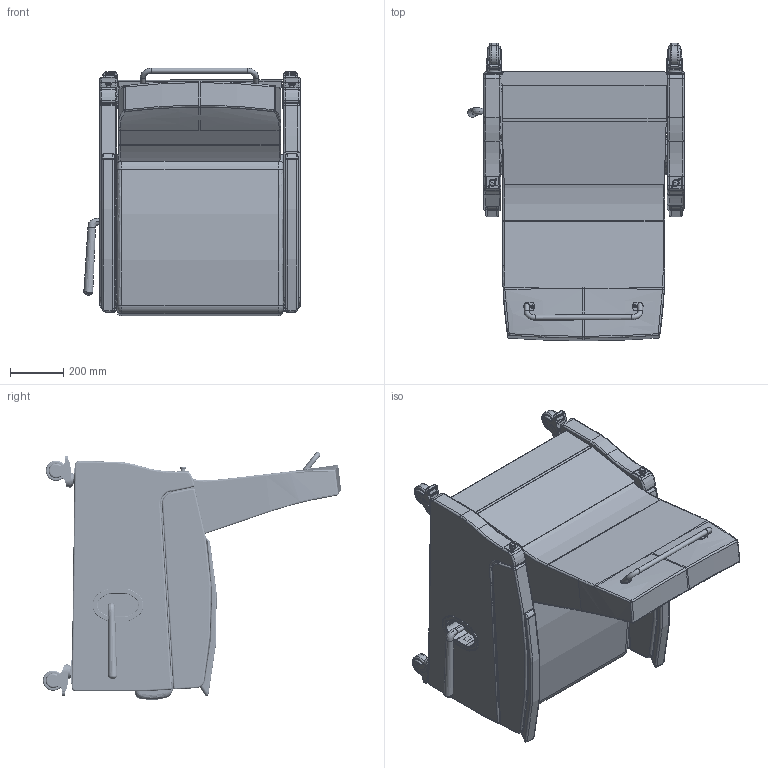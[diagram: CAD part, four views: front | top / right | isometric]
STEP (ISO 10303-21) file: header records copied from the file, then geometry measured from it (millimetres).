
FILE_DESCRIPTION(/* description */ (''),/* implementation_level */ '2;1');
FILE_NAME(/* name */ 'E4062U.stp',/* time_stamp */ '2017-09-15T10:26:55-04:00',/* author */ ('emehringer'),/* organization */ (''),/* preprocessor_version */ 'ST-DEVELOPER v16.5',/* originating_system */ 'Autodesk Inventor 2017',/* authorisation */ '');
FILE_SCHEMA (('AUTOMOTIVE_DESIGN { 1 0 10303 214 3 1 1 }'));
Products named in the file (34): E4062U-W-J (SYMBOL); 4000 UKP; 4000 USEAT; 4000 UKO; EV7070 UBACK FLAP; BEZEL-1; HDL 7000L-1 BLK; 3060L ACARM L; FD800-3 L; EV7070 UBACK; E1062-5 LARM R; FD800-3; EV7000 MAC BLK; HINGE 22 NEW (closed); HINGE 22 NEW; HINGE 22 NEW PIN; PB3; PUSH BAR 17.625; PUSH BAR 17.625_1; PUSH BAR 17.625 right side; 1420X1.5 PSHPB; 7000-2 CON PLT; PLT 1060 LO M; Knob and spring; 6X1 FP DT Z; CAST COL 4inSLB; _NG-03AMP-125-TL-TP01_fork; _TP01_Next Generation Series_0; _NG-03QDP-125-SW-TP01_rivet; _NG-03AMP-125-TL-TP01_wheel_core; _NG-03AMP-125-TL-TP01_wheel_tread; _NG-03AMP-125-TL-TP01_wheel_guard; _NG-03AMP-125-TL-TP01_wheel_tguard; _NG-03AMP-125-TL-TP01_cap
Assembly tree (46 placements, depth 4):
  E4062U-W-J (SYMBOL)
    4000 UKP
    4000 USEAT
    4000 UKO
    EV7070 UBACK FLAP
    BEZEL-1
    HDL 7000L-1 BLK
    3060L ACARM L
    FD800-3 L
    EV7070 UBACK
    E1062-5 LARM R
    FD800-3
    EV7000 MAC BLK  x2
    HINGE 22 NEW (closed)  x2
      HINGE 22 NEW
      HINGE 22 NEW PIN
    PB3
      PUSH BAR 17.625
        PUSH BAR 17.625_1
        PUSH BAR 17.625 right side
      1420X1.5 PSHPB  x2
    7000-2 CON PLT
    PLT 1060 LO M  x2
    Knob and spring  x2
    6X1 FP DT Z  x4
    CAST COL 4inSLB  x4
      _NG-03AMP-125-TL-TP01_fork
      _TP01_Next Generation Series_0
      _NG-03QDP-125-SW-TP01_rivet
      _NG-03AMP-125-TL-TP01_wheel_core
      _NG-03AMP-125-TL-TP01_wheel_tread
      _NG-03AMP-125-TL-TP01_wheel_guard
      _NG-03AMP-125-TL-TP01_wheel_tguard
      _NG-03AMP-125-TL-TP01_cap
Bounding box: 813.2 x 1119.85 x 930.84 mm (x, y, z)
Volume: 177214446.1 mm3; surface area: 6644408.1 mm2
Topology: 67 solids, 297 shells, 2629 faces, 7205 edges, 4879 vertices
Faces by surface type: plane 1049, cylinder 1006, torus 257, cone 136, bspline 124, sphere 57
Full cylindrical faces by diameter (mm): 2.794 x2, 3.505 x4, 6.198 x4, 6.35 x3, 7.938 x2, 9.525 x2, 11.989 x4, 12.497 x2, 12.7 x2, 14.877 x4, 15.062 x4, 15.24 x8, 19.05 x3, 19.075 x6, 23.812 x2, 25.4 x4, 30.162 x2, 38.049 x4, 44.298 x4, 52.273 x4, 55.372 x8, 57.15 x8, 76.2 x4
Entity records: 65426 total; most frequent: CARTESIAN_POINT 32499, DIRECTION 6779, ORIENTED_EDGE 6176, EDGE_CURVE 3354, AXIS2_PLACEMENT_3D 2639, VERTEX_POINT 2283, LINE 1501, VECTOR 1501
